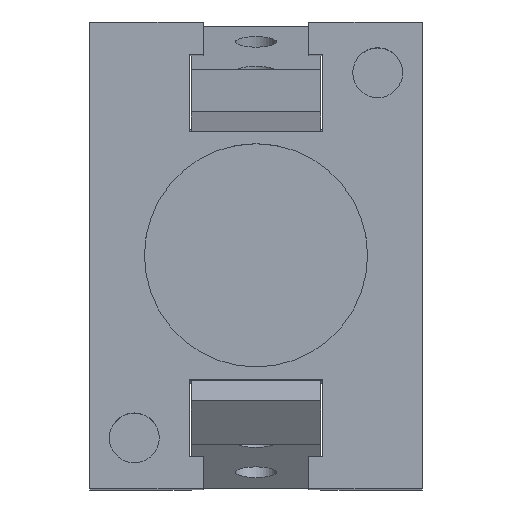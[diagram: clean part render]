
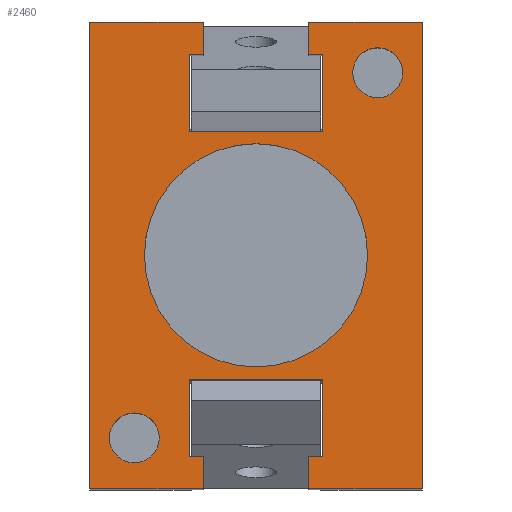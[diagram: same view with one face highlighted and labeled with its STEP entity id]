
A CAD part, top view. The second image highlights one B-rep face of the part: STEP entity #2460.
In plain terms, the highlighted planar face has unit normal (0, 0, 1).
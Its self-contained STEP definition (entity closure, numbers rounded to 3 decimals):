
#693=CARTESIAN_POINT('',(3.3,6.1,38.6));
#694=VERTEX_POINT('',#693);
#701=CARTESIAN_POINT('',(3.3,9.9,38.6));
#702=VERTEX_POINT('',#701);
#703=CARTESIAN_POINT('',(3.3,6.1,38.6));
#704=DIRECTION('',(0.0,1.0,0.0));
#705=VECTOR('',#704,3.8);
#706=LINE('',#703,#705);
#707=EDGE_CURVE('',#694,#702,#706,.T.);
#822=CARTESIAN_POINT('',(-3.3,6.1,38.6));
#823=VERTEX_POINT('',#822);
#830=CARTESIAN_POINT('',(-3.3,6.1,38.6));
#831=DIRECTION('',(1.0,0.0,0.0));
#832=VECTOR('',#831,6.6);
#833=LINE('',#830,#832);
#834=EDGE_CURVE('',#823,#694,#833,.T.);
#877=CARTESIAN_POINT('',(-3.3,-6.1,38.6));
#878=VERTEX_POINT('',#877);
#885=CARTESIAN_POINT('',(-3.3,-9.9,38.6));
#886=VERTEX_POINT('',#885);
#887=CARTESIAN_POINT('',(-3.3,-6.1,38.6));
#888=DIRECTION('',(0.0,-1.0,0.0));
#889=VECTOR('',#888,3.8);
#890=LINE('',#887,#889);
#891=EDGE_CURVE('',#878,#886,#890,.T.);
#1055=CARTESIAN_POINT('',(3.3,-6.1,38.6));
#1056=VERTEX_POINT('',#1055);
#1063=CARTESIAN_POINT('',(3.3,-6.1,38.6));
#1064=DIRECTION('',(-1.0,0.0,0.0));
#1065=VECTOR('',#1064,6.6);
#1066=LINE('',#1063,#1065);
#1067=EDGE_CURVE('',#1056,#878,#1066,.T.);
#1545=CARTESIAN_POINT('',(2.6,-9.9,38.6));
#1546=VERTEX_POINT('',#1545);
#1553=CARTESIAN_POINT('',(3.3,-9.9,38.6));
#1554=VERTEX_POINT('',#1553);
#1555=CARTESIAN_POINT('',(2.6,-9.9,38.6));
#1556=DIRECTION('',(1.0,0.0,0.0));
#1557=VECTOR('',#1556,0.7);
#1558=LINE('',#1555,#1557);
#1559=EDGE_CURVE('',#1546,#1554,#1558,.T.);
#1584=CARTESIAN_POINT('',(2.6,-11.5,38.6));
#1585=VERTEX_POINT('',#1584);
#1592=CARTESIAN_POINT('',(2.6,-11.5,38.6));
#1593=DIRECTION('',(0.0,1.0,0.0));
#1594=VECTOR('',#1593,1.6);
#1595=LINE('',#1592,#1594);
#1596=EDGE_CURVE('',#1585,#1546,#1595,.T.);
#1608=CARTESIAN_POINT('',(-2.6,-9.9,38.6));
#1609=VERTEX_POINT('',#1608);
#1616=CARTESIAN_POINT('',(-2.6,-11.5,38.6));
#1617=VERTEX_POINT('',#1616);
#1618=CARTESIAN_POINT('',(-2.6,-9.9,38.6));
#1619=DIRECTION('',(0.0,-1.0,0.0));
#1620=VECTOR('',#1619,1.6);
#1621=LINE('',#1618,#1620);
#1622=EDGE_CURVE('',#1609,#1617,#1621,.T.);
#1647=CARTESIAN_POINT('',(-3.3,-9.9,38.6));
#1648=DIRECTION('',(1.0,0.0,0.0));
#1649=VECTOR('',#1648,0.7);
#1650=LINE('',#1647,#1649);
#1651=EDGE_CURVE('',#886,#1609,#1650,.T.);
#1664=CARTESIAN_POINT('',(-2.6,9.9,38.6));
#1665=VERTEX_POINT('',#1664);
#1672=CARTESIAN_POINT('',(-3.3,9.9,38.6));
#1673=VERTEX_POINT('',#1672);
#1674=CARTESIAN_POINT('',(-2.6,9.9,38.6));
#1675=DIRECTION('',(-1.0,0.0,0.0));
#1676=VECTOR('',#1675,0.7);
#1677=LINE('',#1674,#1676);
#1678=EDGE_CURVE('',#1665,#1673,#1677,.T.);
#1703=CARTESIAN_POINT('',(-2.6,11.5,38.6));
#1704=VERTEX_POINT('',#1703);
#1711=CARTESIAN_POINT('',(-2.6,11.5,38.6));
#1712=DIRECTION('',(0.0,-1.0,0.0));
#1713=VECTOR('',#1712,1.6);
#1714=LINE('',#1711,#1713);
#1715=EDGE_CURVE('',#1704,#1665,#1714,.T.);
#1727=CARTESIAN_POINT('',(2.6,9.9,38.6));
#1728=VERTEX_POINT('',#1727);
#1735=CARTESIAN_POINT('',(2.6,11.5,38.6));
#1736=VERTEX_POINT('',#1735);
#1737=CARTESIAN_POINT('',(2.6,9.9,38.6));
#1738=DIRECTION('',(0.0,1.0,0.0));
#1739=VECTOR('',#1738,1.6);
#1740=LINE('',#1737,#1739);
#1741=EDGE_CURVE('',#1728,#1736,#1740,.T.);
#1812=CARTESIAN_POINT('',(3.3,9.9,38.6));
#1813=DIRECTION('',(-1.0,0.0,0.0));
#1814=VECTOR('',#1813,0.7);
#1815=LINE('',#1812,#1814);
#1816=EDGE_CURVE('',#702,#1728,#1815,.T.);
#2028=CARTESIAN_POINT('',(7.23,9.0,38.6));
#2029=VERTEX_POINT('',#2028);
#2030=CARTESIAN_POINT('',(6.,9.0,38.6));
#2031=DIRECTION('',(0.0,0.0,-1.0));
#2032=DIRECTION('',(1.0,0.0,0.0));
#2033=AXIS2_PLACEMENT_3D('',#2030,#2031,#2032);
#2034=CIRCLE('',#2033,1.23);
#2035=EDGE_CURVE('',#2029,#2029,#2034,.T.);
#2086=CARTESIAN_POINT('',(-4.771,-9.,38.6));
#2087=VERTEX_POINT('',#2086);
#2088=CARTESIAN_POINT('',(-6.,-9.,38.6));
#2089=DIRECTION('',(0.0,0.0,-1.0));
#2090=DIRECTION('',(1.0,0.0,0.0));
#2091=AXIS2_PLACEMENT_3D('',#2088,#2089,#2090);
#2092=CIRCLE('',#2091,1.23);
#2093=EDGE_CURVE('',#2087,#2087,#2092,.T.);
#2134=CARTESIAN_POINT('',(5.5,0.,38.6));
#2135=VERTEX_POINT('',#2134);
#2136=CARTESIAN_POINT('',(0.0,0.0,38.6));
#2137=DIRECTION('',(0.0,0.0,-1.0));
#2138=DIRECTION('',(-1.0,0.0,0.0));
#2139=AXIS2_PLACEMENT_3D('',#2136,#2137,#2138);
#2140=CIRCLE('',#2139,5.5);
#2141=EDGE_CURVE('',#2135,#2135,#2140,.T.);
#2162=CARTESIAN_POINT('',(-8.2,11.5,38.6));
#2163=VERTEX_POINT('',#2162);
#2170=CARTESIAN_POINT('',(-8.2,11.5,38.6));
#2171=DIRECTION('',(1.0,0.0,0.0));
#2172=VECTOR('',#2171,5.6);
#2173=LINE('',#2170,#2172);
#2174=EDGE_CURVE('',#2163,#1704,#2173,.T.);
#2193=CARTESIAN_POINT('',(-3.3,9.9,38.6));
#2194=DIRECTION('',(0.0,-1.0,0.0));
#2195=VECTOR('',#2194,3.8);
#2196=LINE('',#2193,#2195);
#2197=EDGE_CURVE('',#1673,#823,#2196,.T.);
#2230=CARTESIAN_POINT('',(8.2,11.5,38.6));
#2231=VERTEX_POINT('',#2230);
#2232=CARTESIAN_POINT('',(2.6,11.5,38.6));
#2233=DIRECTION('',(1.0,0.0,0.0));
#2234=VECTOR('',#2233,5.6);
#2235=LINE('',#2232,#2234);
#2236=EDGE_CURVE('',#1736,#2231,#2235,.T.);
#2264=CARTESIAN_POINT('',(8.2,-11.5,38.6));
#2265=VERTEX_POINT('',#2264);
#2266=CARTESIAN_POINT('',(8.2,11.5,38.6));
#2267=DIRECTION('',(0.0,-1.0,0.0));
#2268=VECTOR('',#2267,23.);
#2269=LINE('',#2266,#2268);
#2270=EDGE_CURVE('',#2231,#2265,#2269,.T.);
#2309=CARTESIAN_POINT('',(8.2,-11.5,38.6));
#2310=DIRECTION('',(-1.0,0.0,0.0));
#2311=VECTOR('',#2310,5.6);
#2312=LINE('',#2309,#2311);
#2313=EDGE_CURVE('',#2265,#1585,#2312,.T.);
#2337=CARTESIAN_POINT('',(3.3,-9.9,38.6));
#2338=DIRECTION('',(0.0,1.0,0.0));
#2339=VECTOR('',#2338,3.8);
#2340=LINE('',#2337,#2339);
#2341=EDGE_CURVE('',#1554,#1056,#2340,.T.);
#2357=CARTESIAN_POINT('',(-8.2,-11.5,38.6));
#2358=VERTEX_POINT('',#2357);
#2359=CARTESIAN_POINT('',(-2.6,-11.5,38.6));
#2360=DIRECTION('',(-1.0,0.0,0.0));
#2361=VECTOR('',#2360,5.6);
#2362=LINE('',#2359,#2361);
#2363=EDGE_CURVE('',#1617,#2358,#2362,.T.);
#2384=CARTESIAN_POINT('',(-8.2,-11.5,38.6));
#2385=DIRECTION('',(0.0,1.0,0.0));
#2386=VECTOR('',#2385,23.);
#2387=LINE('',#2384,#2386);
#2388=EDGE_CURVE('',#2358,#2163,#2387,.T.);
#2424=CARTESIAN_POINT('',(0.,0.,38.6));
#2425=DIRECTION('',(0.0,0.0,1.0));
#2426=DIRECTION('',(1.0,0.0,0.0));
#2427=AXIS2_PLACEMENT_3D('',#2424,#2425,#2426);
#2428=PLANE('',#2427);
#2429=ORIENTED_EDGE('',*,*,#2174,.F.);
#2430=ORIENTED_EDGE('',*,*,#2388,.F.);
#2431=ORIENTED_EDGE('',*,*,#2363,.F.);
#2432=ORIENTED_EDGE('',*,*,#1622,.F.);
#2433=ORIENTED_EDGE('',*,*,#1651,.F.);
#2434=ORIENTED_EDGE('',*,*,#891,.F.);
#2435=ORIENTED_EDGE('',*,*,#1067,.F.);
#2436=ORIENTED_EDGE('',*,*,#2341,.F.);
#2437=ORIENTED_EDGE('',*,*,#1559,.F.);
#2438=ORIENTED_EDGE('',*,*,#1596,.F.);
#2439=ORIENTED_EDGE('',*,*,#2313,.F.);
#2440=ORIENTED_EDGE('',*,*,#2270,.F.);
#2441=ORIENTED_EDGE('',*,*,#2236,.F.);
#2442=ORIENTED_EDGE('',*,*,#1741,.F.);
#2443=ORIENTED_EDGE('',*,*,#1816,.F.);
#2444=ORIENTED_EDGE('',*,*,#707,.F.);
#2445=ORIENTED_EDGE('',*,*,#834,.F.);
#2446=ORIENTED_EDGE('',*,*,#2197,.F.);
#2447=ORIENTED_EDGE('',*,*,#1678,.F.);
#2448=ORIENTED_EDGE('',*,*,#1715,.F.);
#2449=EDGE_LOOP('',(#2429,#2430,#2431,#2432,#2433,#2434,#2435,#2436,#2437,#2438,#2439,#2440,#2441,#2442,#2443,#2444,#2445,#2446,#2447,#2448));
#2450=FACE_OUTER_BOUND('',#2449,.T.);
#2451=ORIENTED_EDGE('',*,*,#2035,.T.);
#2452=EDGE_LOOP('',(#2451));
#2453=FACE_BOUND('',#2452,.T.);
#2454=ORIENTED_EDGE('',*,*,#2093,.T.);
#2455=EDGE_LOOP('',(#2454));
#2456=FACE_BOUND('',#2455,.T.);
#2457=ORIENTED_EDGE('',*,*,#2141,.T.);
#2458=EDGE_LOOP('',(#2457));
#2459=FACE_BOUND('',#2458,.T.);
#2460=ADVANCED_FACE('',(#2450,#2453,#2456,#2459),#2428,.T.);
